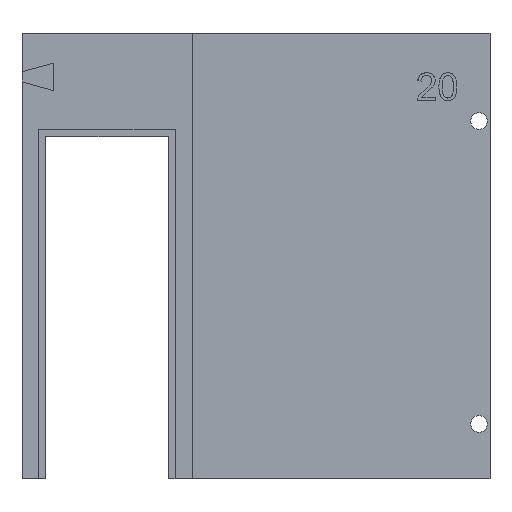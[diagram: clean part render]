
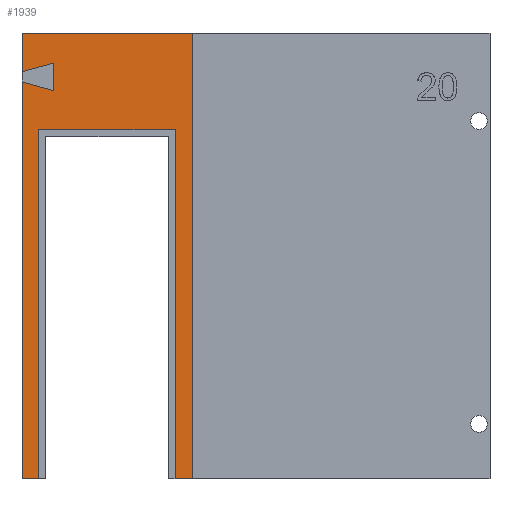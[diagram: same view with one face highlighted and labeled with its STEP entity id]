
A CAD part, left-side view. The second image highlights one B-rep face of the part: STEP entity #1939.
In plain terms, the highlighted planar face has unit normal (-1, 0, 0).
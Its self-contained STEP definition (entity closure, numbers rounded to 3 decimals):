
#778 = VERTEX_POINT('',#779);
#779 = CARTESIAN_POINT('',(157.,0.,340.));
#787 = EDGE_CURVE('',#788,#778,#790,.T.);
#788 = VERTEX_POINT('',#789);
#789 = CARTESIAN_POINT('',(157.,-62.,340.));
#790 = LINE('',#791,#792);
#791 = CARTESIAN_POINT('',(157.,-62.,340.));
#792 = VECTOR('',#793,1.);
#793 = DIRECTION('',(0.,1.,0.));
#820 = VERTEX_POINT('',#821);
#821 = CARTESIAN_POINT('',(157.,-62.,178.));
#827 = EDGE_CURVE('',#828,#820,#830,.T.);
#828 = VERTEX_POINT('',#829);
#829 = CARTESIAN_POINT('',(157.,-55.616,178.));
#830 = LINE('',#831,#832);
#831 = CARTESIAN_POINT('',(157.,0.,178.));
#832 = VECTOR('',#833,1.);
#833 = DIRECTION('',(0.,-1.,0.));
#874 = EDGE_CURVE('',#820,#788,#875,.T.);
#875 = LINE('',#876,#877);
#876 = CARTESIAN_POINT('',(157.,-62.,178.));
#877 = VECTOR('',#878,1.);
#878 = DIRECTION('',(0.,0.,1.));
#1889 = VERTEX_POINT('',#1890);
#1890 = CARTESIAN_POINT('',(157.,0.,178.));
#1896 = EDGE_CURVE('',#1897,#1889,#1899,.T.);
#1897 = VERTEX_POINT('',#1898);
#1898 = CARTESIAN_POINT('',(157.,0.,322.18));
#1899 = LINE('',#1900,#1901);
#1900 = CARTESIAN_POINT('',(157.,0.,340.));
#1901 = VECTOR('',#1902,1.);
#1902 = DIRECTION('',(0.,0.,-1.));
#1921 = VERTEX_POINT('',#1922);
#1922 = CARTESIAN_POINT('',(157.,0.,325.968));
#1928 = EDGE_CURVE('',#778,#1921,#1929,.T.);
#1929 = LINE('',#1930,#1931);
#1930 = CARTESIAN_POINT('',(157.,0.,340.));
#1931 = VECTOR('',#1932,1.);
#1932 = DIRECTION('',(0.,0.,-1.));
#1939 = ADVANCED_FACE('',(#1940),#1999,.F.);
#1940 = FACE_BOUND('',#1941,.F.);
#1941 = EDGE_LOOP('',(#1942,#1950,#1951,#1959,#1967,#1973,#1974,#1975,
    #1976,#1977,#1985,#1993));
#1942 = ORIENTED_EDGE('',*,*,#1943,.F.);
#1943 = EDGE_CURVE('',#1889,#1944,#1946,.T.);
#1944 = VERTEX_POINT('',#1945);
#1945 = CARTESIAN_POINT('',(157.,-6.086,178.));
#1946 = LINE('',#1947,#1948);
#1947 = CARTESIAN_POINT('',(157.,0.,178.));
#1948 = VECTOR('',#1949,1.);
#1949 = DIRECTION('',(0.,-1.,0.));
#1950 = ORIENTED_EDGE('',*,*,#1896,.F.);
#1951 = ORIENTED_EDGE('',*,*,#1952,.T.);
#1952 = EDGE_CURVE('',#1897,#1953,#1955,.T.);
#1953 = VERTEX_POINT('',#1954);
#1954 = CARTESIAN_POINT('',(157.,-11.591,319.074));
#1955 = LINE('',#1956,#1957);
#1956 = CARTESIAN_POINT('',(157.,0.,322.18));
#1957 = VECTOR('',#1958,1.);
#1958 = DIRECTION('',(0.,-0.966,-0.259));
#1959 = ORIENTED_EDGE('',*,*,#1960,.T.);
#1960 = EDGE_CURVE('',#1953,#1961,#1963,.T.);
#1961 = VERTEX_POINT('',#1962);
#1962 = CARTESIAN_POINT('',(157.,-11.591,329.074));
#1963 = LINE('',#1964,#1965);
#1964 = CARTESIAN_POINT('',(157.,-11.591,319.074));
#1965 = VECTOR('',#1966,1.);
#1966 = DIRECTION('',(0.,0.,1.));
#1967 = ORIENTED_EDGE('',*,*,#1968,.F.);
#1968 = EDGE_CURVE('',#1921,#1961,#1969,.T.);
#1969 = LINE('',#1970,#1971);
#1970 = CARTESIAN_POINT('',(157.,0.,325.968));
#1971 = VECTOR('',#1972,1.);
#1972 = DIRECTION('',(0.,-0.966,0.259));
#1973 = ORIENTED_EDGE('',*,*,#1928,.F.);
#1974 = ORIENTED_EDGE('',*,*,#787,.F.);
#1975 = ORIENTED_EDGE('',*,*,#874,.F.);
#1976 = ORIENTED_EDGE('',*,*,#827,.F.);
#1977 = ORIENTED_EDGE('',*,*,#1978,.T.);
#1978 = EDGE_CURVE('',#828,#1979,#1981,.T.);
#1979 = VERTEX_POINT('',#1980);
#1980 = CARTESIAN_POINT('',(157.,-55.616,304.89));
#1981 = LINE('',#1982,#1983);
#1982 = CARTESIAN_POINT('',(157.,-55.616,178.));
#1983 = VECTOR('',#1984,1.);
#1984 = DIRECTION('',(0.,0.,1.));
#1985 = ORIENTED_EDGE('',*,*,#1986,.T.);
#1986 = EDGE_CURVE('',#1979,#1987,#1989,.T.);
#1987 = VERTEX_POINT('',#1988);
#1988 = CARTESIAN_POINT('',(157.,-6.086,304.89));
#1989 = LINE('',#1990,#1991);
#1990 = CARTESIAN_POINT('',(157.,-55.616,304.89));
#1991 = VECTOR('',#1992,1.);
#1992 = DIRECTION('',(0.,1.,0.));
#1993 = ORIENTED_EDGE('',*,*,#1994,.T.);
#1994 = EDGE_CURVE('',#1987,#1944,#1995,.T.);
#1995 = LINE('',#1996,#1997);
#1996 = CARTESIAN_POINT('',(157.,-6.086,304.89));
#1997 = VECTOR('',#1998,1.);
#1998 = DIRECTION('',(0.,0.,-1.));
#1999 = PLANE('',#2000);
#2000 = AXIS2_PLACEMENT_3D('',#2001,#2002,#2003);
#2001 = CARTESIAN_POINT('',(157.,-31.,259.));
#2002 = DIRECTION('',(1.,0.,0.));
#2003 = DIRECTION('',(0.,0.,1.));
